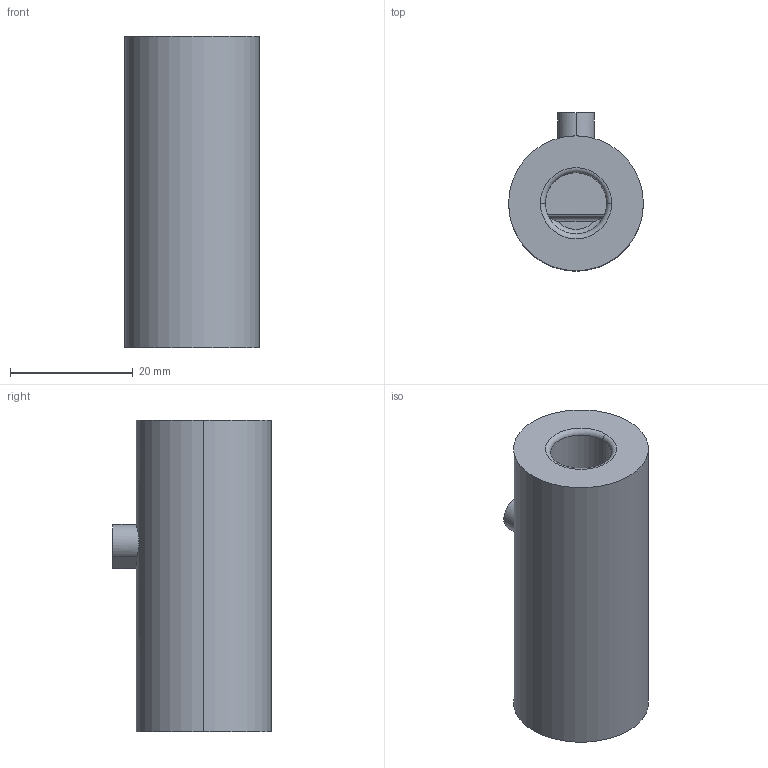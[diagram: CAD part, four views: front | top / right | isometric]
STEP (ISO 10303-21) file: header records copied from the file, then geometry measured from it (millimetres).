
FILE_DESCRIPTION (( 'STEP AP203' ), '1' );
FILE_NAME ('globe_valve_test-005.STEP', '2020-04-14T19:49:11', ( '' ), ( '' ), 'SwSTEP 2.0', 'SolidWorks 2018', '' );
FILE_SCHEMA (( 'CONFIG_CONTROL_DESIGN' ));
Length unit declared in the file: millimetre
Products named in the file (2): globe_valve_test-005
Bounding box: 22 x 25.8 x 50.8 mm (x, y, z)
Volume: 15611.8 mm3; surface area: 6251.5 mm2
Topology: 1 solids, 1 shells, 72 faces, 187 edges, 121 vertices
Faces by surface type: cylinder 44, plane 16, torus 5, cone 4, bspline 3
Entity records: 4079 total; most frequent: CARTESIAN_POINT 2355, ORIENTED_EDGE 374, DIRECTION 288, EDGE_CURVE 187, VERTEX_POINT 121, AXIS2_PLACEMENT_3D 114, EDGE_LOOP 80, ADVANCED_FACE 72
